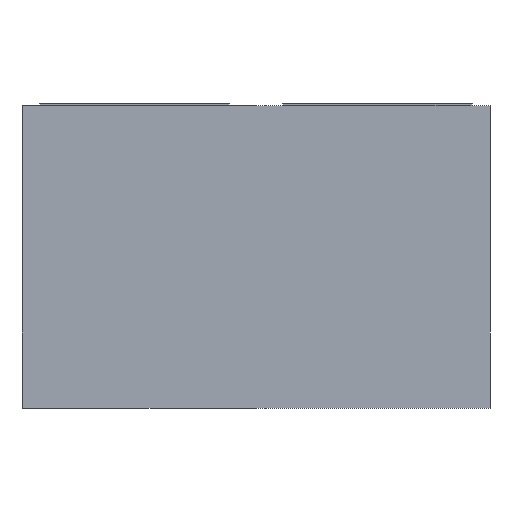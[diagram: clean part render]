
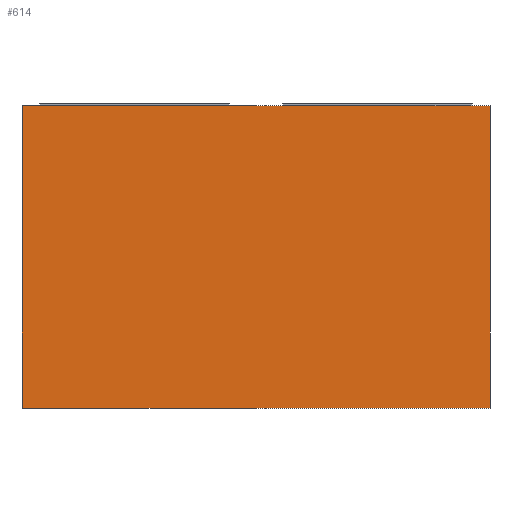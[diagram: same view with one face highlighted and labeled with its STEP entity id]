
A CAD part, left-side view. The second image highlights one B-rep face of the part: STEP entity #614.
In plain terms, the highlighted planar face has unit normal (-1, 0, 0).
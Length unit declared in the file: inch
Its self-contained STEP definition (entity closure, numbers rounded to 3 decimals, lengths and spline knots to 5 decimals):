
#2 = EDGE_CURVE ( 'NONE', #9, #250, #92, .T. ) ;
#7 = PLANE ( 'NONE',  #481 ) ;
#9 = VERTEX_POINT ( 'NONE', #210 ) ;
#51 = CARTESIAN_POINT ( 'NONE',  ( -0.005, -0.005, 0. ) ) ;
#58 = CARTESIAN_POINT ( 'NONE',  ( -0.005, -0.005, 0. ) ) ;
#66 = CARTESIAN_POINT ( 'NONE',  ( -0.005, 0.125, -0.084 ) ) ;
#81 = CARTESIAN_POINT ( 'NONE',  ( -0.005, -0.005, -0.084 ) ) ;
#83 = ORIENTED_EDGE ( 'NONE', *, *, #2, .T. ) ;
#92 = LINE ( 'NONE', #81, #695 ) ;
#106 = DIRECTION ( 'NONE',  ( 0., -1., 0. ) ) ;
#125 = CARTESIAN_POINT ( 'NONE',  ( -0.005, -0.005, -0.084 ) ) ;
#130 = LINE ( 'NONE', #443, #644 ) ;
#210 = CARTESIAN_POINT ( 'NONE',  ( -0.005, -0.005, -0.084 ) ) ;
#244 = VECTOR ( 'NONE', #490, 39.37008 ) ;
#250 = VERTEX_POINT ( 'NONE', #51 ) ;
#268 = DIRECTION ( 'NONE',  ( 0., -1., 0. ) ) ;
#283 = ORIENTED_EDGE ( 'NONE', *, *, #458, .T. ) ;
#289 = ORIENTED_EDGE ( 'NONE', *, *, #374, .F. ) ;
#312 = DIRECTION ( 'NONE',  ( 0., 0., 1. ) ) ;
#326 = ORIENTED_EDGE ( 'NONE', *, *, #638, .F. ) ;
#374 = EDGE_CURVE ( 'NONE', #618, #570, #689, .T. ) ;
#443 = CARTESIAN_POINT ( 'NONE',  ( -0.005, -0.005, -0.084 ) ) ;
#458 = EDGE_CURVE ( 'NONE', #618, #9, #130, .T. ) ;
#481 = AXIS2_PLACEMENT_3D ( 'NONE', #125, #593, #312 ) ;
#490 = DIRECTION ( 'NONE',  ( 0., 0., 1. ) ) ;
#530 = CARTESIAN_POINT ( 'NONE',  ( -0.005, 0.125, 0. ) ) ;
#547 = LINE ( 'NONE', #58, #678 ) ;
#570 = VERTEX_POINT ( 'NONE', #530 ) ;
#593 = DIRECTION ( 'NONE',  ( -1., 0., 0. ) ) ;
#614 = ADVANCED_FACE ( 'NONE', ( #835 ), #7, .T. ) ;
#618 = VERTEX_POINT ( 'NONE', #66 ) ;
#638 = EDGE_CURVE ( 'NONE', #570, #250, #547, .T. ) ;
#644 = VECTOR ( 'NONE', #106, 39.37008 ) ;
#661 = EDGE_LOOP ( 'NONE', ( #326, #289, #283, #83 ) ) ;
#678 = VECTOR ( 'NONE', #268, 39.37008 ) ;
#689 = LINE ( 'NONE', #807, #244 ) ;
#695 = VECTOR ( 'NONE', #798, 39.37008 ) ;
#798 = DIRECTION ( 'NONE',  ( 0., 0., 1. ) ) ;
#807 = CARTESIAN_POINT ( 'NONE',  ( -0.005, 0.125, -0.084 ) ) ;
#835 = FACE_OUTER_BOUND ( 'NONE', #661, .T. ) ;
